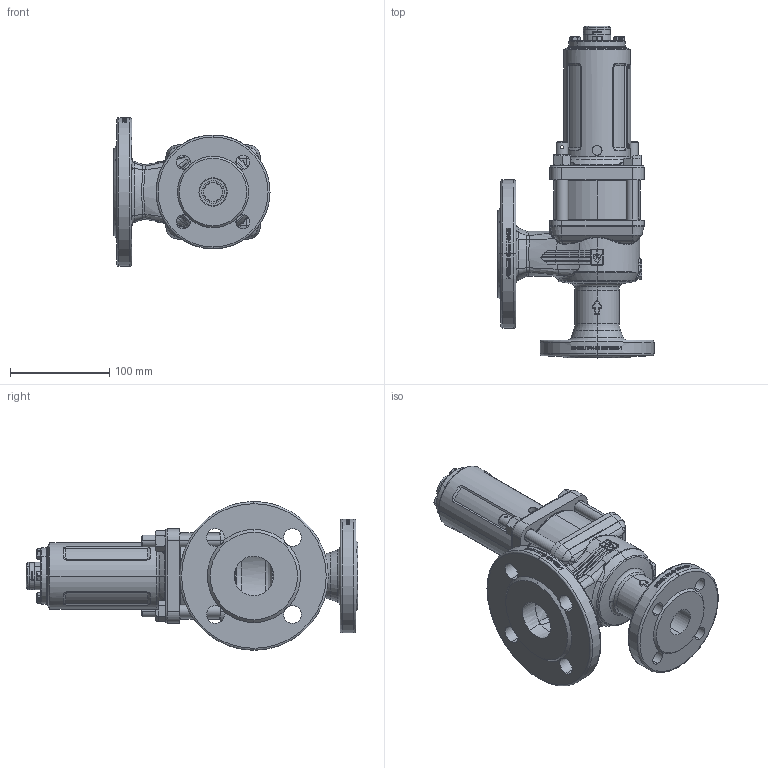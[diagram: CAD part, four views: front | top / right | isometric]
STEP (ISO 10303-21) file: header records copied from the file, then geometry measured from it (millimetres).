
FILE_DESCRIPTION (( 'STEP AP214' ), '1' );
FILE_NAME ('455BGFO_25_FLFL_2540_MD.STEP', '2020-08-26T13:31:40', ( '' ), ( '' ), 'SwSTEP 2.0', 'SolidWorks 2020', '' );
FILE_SCHEMA (( 'AUTOMOTIVE_DESIGN' ));
Length unit declared in the file: millimetre
Products named in the file (1): 455BGFO_25_FLFL_2540_MD
Bounding box: 157.5 x 335 x 150 mm (x, y, z)
Volume: 1073869.3 mm3; surface area: 283301 mm2
Topology: 16 solids, 16 shells, 1702 faces, 4771 edges, 3263 vertices
Faces by surface type: bspline 536, plane 469, cylinder 458, cone 158, torus 70, sphere 11
Entity records: 136412 total; most frequent: CARTESIAN_POINT 77302, ORIENTED_EDGE 9482, DIRECTION 6793, EDGE_CURVE 4741, VERTEX_POINT 3262, AXIS2_PLACEMENT_3D 2700, EDGE_LOOP 1957, B_SPLINE_CURVE_WITH_KNOTS 1797
